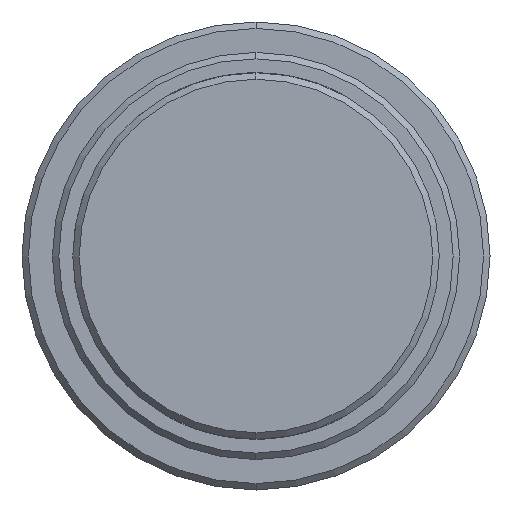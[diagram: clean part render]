
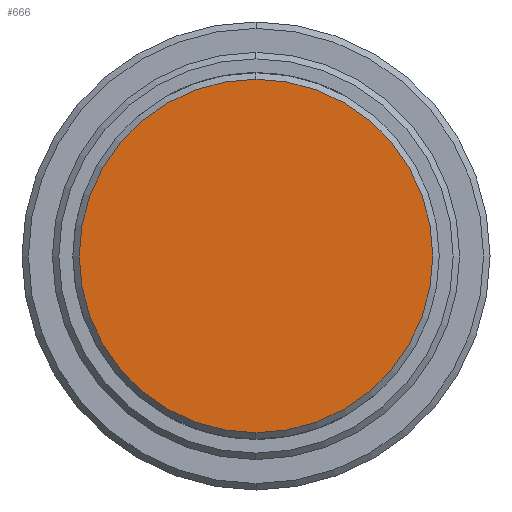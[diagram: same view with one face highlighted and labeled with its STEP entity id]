
A CAD part, left-side view. The second image highlights one B-rep face of the part: STEP entity #666.
In plain terms, the highlighted planar face has unit normal (-1, 0, 0).
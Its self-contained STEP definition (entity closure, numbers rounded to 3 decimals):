
#85 = DIRECTION ( 'NONE',  ( 1., 0., 0. ) ) ;
#158 = CARTESIAN_POINT ( 'NONE',  ( 0., 0., -27.575 ) ) ;
#339 = DIRECTION ( 'NONE',  ( 0., 0., -1. ) ) ;
#425 = DIRECTION ( 'NONE',  ( 0., 0., -1. ) ) ;
#460 = CARTESIAN_POINT ( 'NONE',  ( 0., 0., 27.575 ) ) ;
#666 = ADVANCED_FACE ( 'NONE', ( #2330 ), #741, .F. ) ;
#741 = PLANE ( 'NONE',  #825 ) ;
#825 = AXIS2_PLACEMENT_3D ( 'NONE', #2556, #85, #339 ) ;
#964 = VERTEX_POINT ( 'NONE', #158 ) ;
#1398 = DIRECTION ( 'NONE',  ( -1., 0., 0. ) ) ;
#1570 = AXIS2_PLACEMENT_3D ( 'NONE', #1634, #1398, #2100 ) ;
#1612 = ORIENTED_EDGE ( 'NONE', *, *, #1649, .T. ) ;
#1634 = CARTESIAN_POINT ( 'NONE',  ( 0., 0., 0. ) ) ;
#1638 = ORIENTED_EDGE ( 'NONE', *, *, #2271, .T. ) ;
#1649 = EDGE_CURVE ( 'NONE', #2348, #964, #1878, .T. ) ;
#1680 = AXIS2_PLACEMENT_3D ( 'NONE', #1986, #1757, #425 ) ;
#1757 = DIRECTION ( 'NONE',  ( -1., 0., 0. ) ) ;
#1878 = CIRCLE ( 'NONE', #1570, 27.575 ) ;
#1986 = CARTESIAN_POINT ( 'NONE',  ( 0., 0., 0. ) ) ;
#2068 = CIRCLE ( 'NONE', #1680, 27.575 ) ;
#2100 = DIRECTION ( 'NONE',  ( 0., 0., -1. ) ) ;
#2228 = EDGE_LOOP ( 'NONE', ( #1638, #1612 ) ) ;
#2271 = EDGE_CURVE ( 'NONE', #964, #2348, #2068, .T. ) ;
#2330 = FACE_OUTER_BOUND ( 'NONE', #2228, .T. ) ;
#2348 = VERTEX_POINT ( 'NONE', #460 ) ;
#2556 = CARTESIAN_POINT ( 'NONE',  ( 0., 0., 0. ) ) ;
